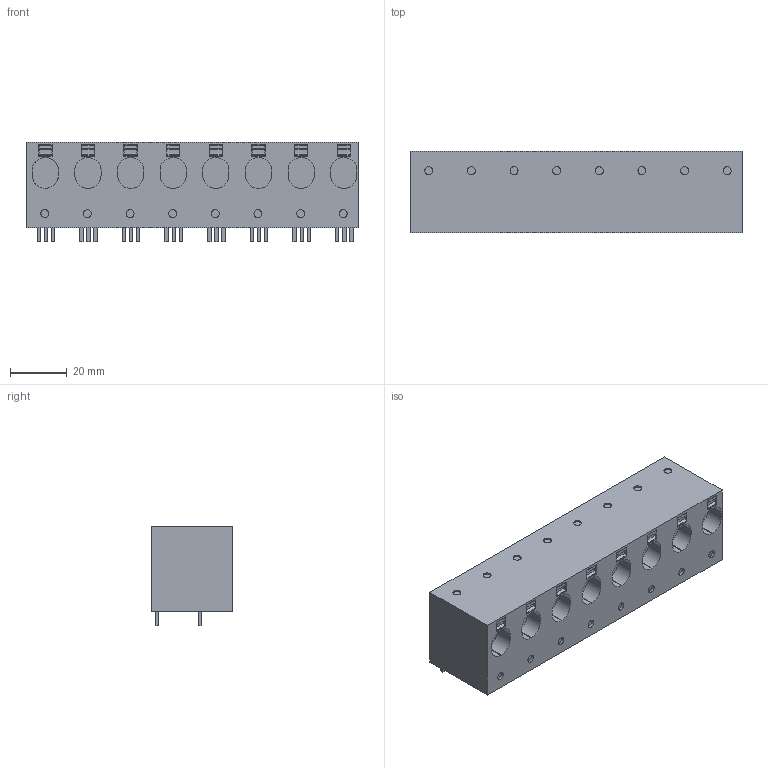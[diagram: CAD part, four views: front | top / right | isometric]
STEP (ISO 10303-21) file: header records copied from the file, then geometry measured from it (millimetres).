
FILE_DESCRIPTION(('CATIA V5 STEP Exchange','CAx-IF Rec.Pracs.--- Model Styling and Organization---1.2---2011-12-15'),'2;1');
FILE_NAME ('D1462950_0_2500610000_2500610000.stp','2018-03-29T09:57:22+00:00',('none'),('Weidmueller'),'CATIA Version 5-6 Release 2014','CATIA V5 STEP AP214','none');
FILE_SCHEMA(('AUTOMOTIVE_DESIGN { 1 0 10303 214 1 1 1 1 }'));
Length unit declared in the file: millimetre
Products named in the file (1): 2500610000
Bounding box: 116.8 x 28.55 x 35 mm (x, y, z)
Volume: 91080.7 mm3; surface area: 22553.9 mm2
Topology: 17 solids, 17 shells, 620 faces, 1673 edges, 1141 vertices
Faces by surface type: plane 556, cylinder 64
Entity records: 18528 total; most frequent: ORIENTED_EDGE 3346, CARTESIAN_POINT 3334, DIRECTION 2397, EDGE_CURVE 1673, VECTOR 1545, LINE 1545, VERTEX_POINT 1141, EDGE_LOOP 674
